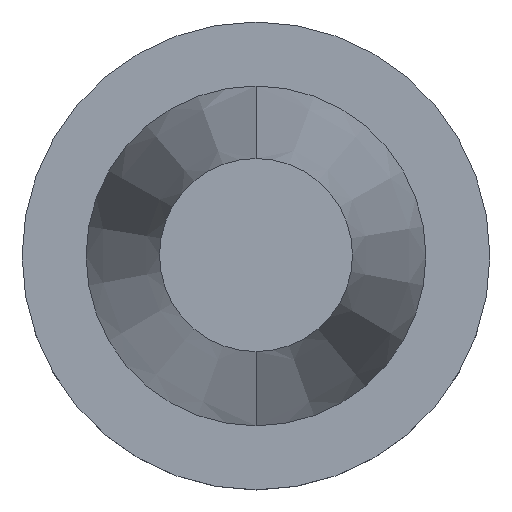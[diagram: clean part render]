
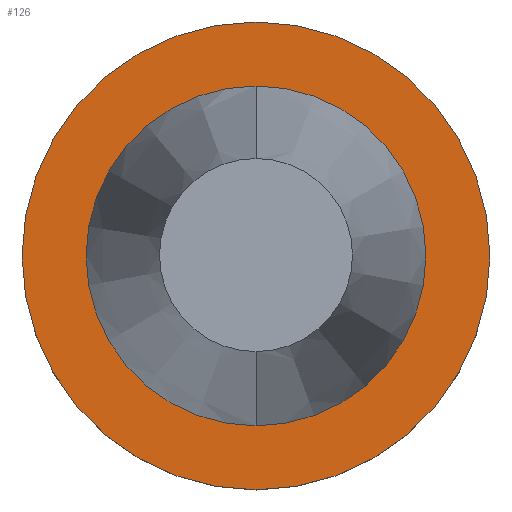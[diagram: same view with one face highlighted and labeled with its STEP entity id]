
A CAD part, top view. The second image highlights one B-rep face of the part: STEP entity #126.
In plain terms, the highlighted planar face has unit normal (0, 0, 1).
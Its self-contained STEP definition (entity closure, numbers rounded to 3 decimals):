
#126=ADVANCED_FACE('',(#163,#164),#157,.F.);
#157=PLANE('',#487);
#163=FACE_BOUND('',#171,.T.);
#164=FACE_BOUND('',#172,.T.);
#171=EDGE_LOOP('',(#206));
#172=EDGE_LOOP('',(#207,#208));
#206=ORIENTED_EDGE('',*,*,#358,.T.);
#207=ORIENTED_EDGE('',*,*,#359,.T.);
#208=ORIENTED_EDGE('',*,*,#360,.T.);
#324=VERTEX_POINT('',#733);
#325=VERTEX_POINT('',#735);
#326=VERTEX_POINT('',#736);
#358=EDGE_CURVE('',#324,#324,#417,.T.);
#359=EDGE_CURVE('',#325,#326,#418,.T.);
#360=EDGE_CURVE('',#326,#325,#419,.T.);
#417=CIRCLE('',#484,48.725);
#418=CIRCLE('',#485,35.392);
#419=CIRCLE('',#486,35.392);
#484=AXIS2_PLACEMENT_3D('',#732,#565,#566);
#485=AXIS2_PLACEMENT_3D('',#734,#567,#568);
#486=AXIS2_PLACEMENT_3D('',#737,#569,#570);
#487=AXIS2_PLACEMENT_3D('',#738,#571,#572);
#565=DIRECTION('',(0.,0.,1.));
#566=DIRECTION('',(-1.,0.,0.));
#567=DIRECTION('',(0.,0.,-1.));
#568=DIRECTION('',(-1.,0.,0.));
#569=DIRECTION('',(0.,0.,-1.));
#570=DIRECTION('',(-1.,0.,0.));
#571=DIRECTION('',(0.,0.,-1.));
#572=DIRECTION('',(0.,1.,0.));
#732=CARTESIAN_POINT('',(0.008,0.008,-3.2));
#733=CARTESIAN_POINT('',(0.008,-48.717,-3.2));
#734=CARTESIAN_POINT('',(0.008,0.008,-3.2));
#735=CARTESIAN_POINT('',(0.008,35.4,-3.2));
#736=CARTESIAN_POINT('',(0.008,-35.383,-3.2));
#737=CARTESIAN_POINT('',(0.008,0.008,-3.2));
#738=CARTESIAN_POINT('',(-35.417,0.008,-3.2));
